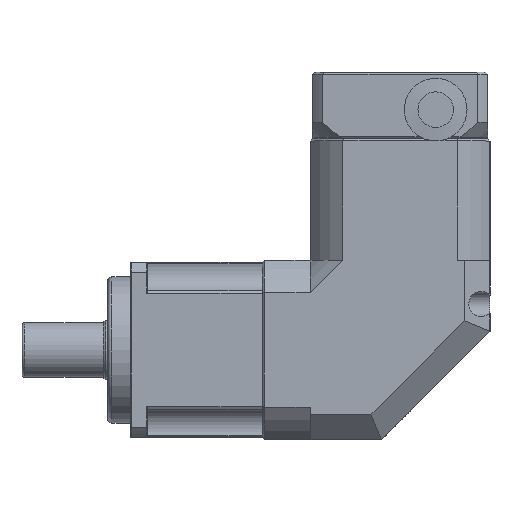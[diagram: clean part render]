
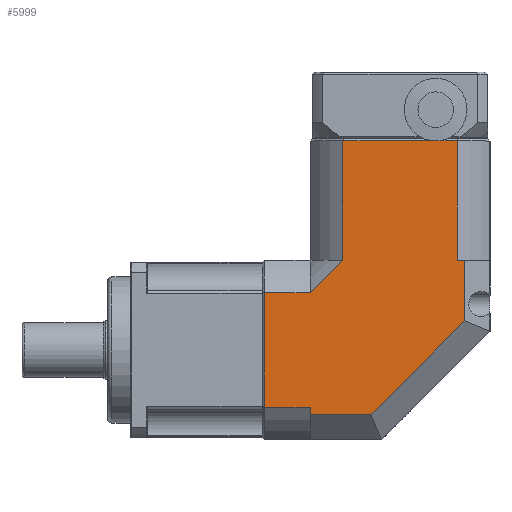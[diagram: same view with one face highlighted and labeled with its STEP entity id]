
A CAD part, top view. The second image highlights one B-rep face of the part: STEP entity #5999.
In plain terms, the highlighted planar face has unit normal (0, 0, 1).
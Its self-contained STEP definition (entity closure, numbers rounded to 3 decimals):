
#397=LINE('',#9607,#708);
#407=LINE('',#9672,#718);
#421=LINE('',#9745,#732);
#422=LINE('',#9749,#733);
#423=LINE('',#9751,#734);
#424=LINE('',#9753,#735);
#425=LINE('',#9755,#736);
#426=LINE('',#9757,#737);
#427=LINE('',#9759,#738);
#428=LINE('',#9761,#739);
#429=LINE('',#9763,#740);
#430=LINE('',#9765,#741);
#431=LINE('',#9766,#742);
#708=VECTOR('',#7658,5.211);
#718=VECTOR('',#7712,22.211);
#732=VECTOR('',#7760,28.5);
#733=VECTOR('',#7765,28.5);
#734=VECTOR('',#7766,11.015);
#735=VECTOR('',#7767,11.);
#736=VECTOR('',#7768,27.423);
#737=VECTOR('',#7769,11.);
#738=VECTOR('',#7770,1.789);
#739=VECTOR('',#7771,14.515);
#740=VECTOR('',#7772,31.799);
#741=VECTOR('',#7773,14.515);
#742=VECTOR('',#7774,1.789);
#988=PLANE('',#6569);
#1445=FACE_OUTER_BOUND('',#1920,.T.);
#1920=EDGE_LOOP('',(#4561,#4562,#4563,#4564,#4565,#4566,#4567,#4568,#4569,
#4570,#4571,#4572,#4573));
#2788=VERTEX_POINT('',#9571);
#2800=VERTEX_POINT('',#9606);
#2825=VERTEX_POINT('',#9667);
#2843=VERTEX_POINT('',#9744);
#2844=VERTEX_POINT('',#9748);
#2845=VERTEX_POINT('',#9750);
#2846=VERTEX_POINT('',#9752);
#2847=VERTEX_POINT('',#9754);
#2848=VERTEX_POINT('',#9756);
#2849=VERTEX_POINT('',#9758);
#2850=VERTEX_POINT('',#9760);
#2851=VERTEX_POINT('',#9762);
#2852=VERTEX_POINT('',#9764);
#3423=EDGE_CURVE('',#2788,#2800,#397,.T.);
#3451=EDGE_CURVE('',#2825,#2788,#407,.T.);
#3478=EDGE_CURVE('',#2843,#2800,#421,.T.);
#3480=EDGE_CURVE('',#2825,#2844,#422,.T.);
#3481=EDGE_CURVE('',#2844,#2845,#423,.T.);
#3482=EDGE_CURVE('',#2845,#2846,#424,.T.);
#3483=EDGE_CURVE('',#2847,#2846,#425,.T.);
#3484=EDGE_CURVE('',#2847,#2848,#426,.T.);
#3485=EDGE_CURVE('',#2848,#2849,#427,.T.);
#3486=EDGE_CURVE('',#2850,#2849,#428,.T.);
#3487=EDGE_CURVE('',#2851,#2850,#429,.T.);
#3488=EDGE_CURVE('',#2852,#2851,#430,.T.);
#3489=EDGE_CURVE('',#2852,#2843,#431,.T.);
#4561=ORIENTED_EDGE('',*,*,#3451,.F.);
#4562=ORIENTED_EDGE('',*,*,#3480,.T.);
#4563=ORIENTED_EDGE('',*,*,#3481,.T.);
#4564=ORIENTED_EDGE('',*,*,#3482,.T.);
#4565=ORIENTED_EDGE('',*,*,#3483,.F.);
#4566=ORIENTED_EDGE('',*,*,#3484,.T.);
#4567=ORIENTED_EDGE('',*,*,#3485,.T.);
#4568=ORIENTED_EDGE('',*,*,#3486,.F.);
#4569=ORIENTED_EDGE('',*,*,#3487,.F.);
#4570=ORIENTED_EDGE('',*,*,#3488,.F.);
#4571=ORIENTED_EDGE('',*,*,#3489,.T.);
#4572=ORIENTED_EDGE('',*,*,#3478,.T.);
#4573=ORIENTED_EDGE('',*,*,#3423,.F.);
#5999=ADVANCED_FACE('',(#1445),#988,.T.);
#6569=AXIS2_PLACEMENT_3D('',#9747,#7763,#7764);
#7658=DIRECTION('',(1.,0.,0.));
#7712=DIRECTION('',(1.,0.,0.));
#7760=DIRECTION('',(0.,1.,0.));
#7763=DIRECTION('center_axis',(0.,0.,
1.));
#7764=DIRECTION('ref_axis',(0.,-1.,0.));
#7765=DIRECTION('',(0.,-1.,0.));
#7766=DIRECTION('',(-0.707,-0.707,0.));
#7767=DIRECTION('',(-1.,0.,0.));
#7768=DIRECTION('',(0.,1.,0.));
#7769=DIRECTION('',(1.,0.,0.));
#7770=DIRECTION('',(0.,-1.,0.));
#7771=DIRECTION('',(-1.,0.,0.));
#7772=DIRECTION('',(-0.707,-0.707,0.));
#7773=DIRECTION('',(0.,-1.,0.));
#7774=DIRECTION('',(-1.,0.,0.));
#9571=CARTESIAN_POINT('',(64.965,52.724,30.374));
#9606=CARTESIAN_POINT('',(70.176,52.724,30.374));
#9607=CARTESIAN_POINT('',(39.965,52.724,30.374));
#9667=CARTESIAN_POINT('',(42.754,52.724,30.374));
#9672=CARTESIAN_POINT('',(39.965,52.724,30.374));
#9744=CARTESIAN_POINT('',(70.176,24.224,30.374));
#9745=CARTESIAN_POINT('',(70.176,53.224,30.374));
#9747=CARTESIAN_POINT('Origin',(23.465,24.224,30.374));
#9748=CARTESIAN_POINT('',(42.754,24.224,30.374));
#9749=CARTESIAN_POINT('',(42.754,53.224,30.374));
#9750=CARTESIAN_POINT('',(34.965,16.436,30.374));
#9751=CARTESIAN_POINT('',(42.754,24.224,30.374));
#9752=CARTESIAN_POINT('',(23.965,16.436,30.374));
#9753=CARTESIAN_POINT('',(23.465,16.436,30.374));
#9754=CARTESIAN_POINT('',(23.965,-10.987,30.374));
#9755=CARTESIAN_POINT('',(23.965,13.474,30.374));
#9756=CARTESIAN_POINT('',(34.965,-10.987,30.374));
#9757=CARTESIAN_POINT('',(23.465,-10.987,30.374));
#9758=CARTESIAN_POINT('',(34.965,-12.776,30.374));
#9759=CARTESIAN_POINT('',(34.965,13.474,30.374));
#9760=CARTESIAN_POINT('',(49.48,-12.776,30.374));
#9761=CARTESIAN_POINT('',(23.465,-12.776,30.374));
#9762=CARTESIAN_POINT('',(71.965,9.71,30.374));
#9763=CARTESIAN_POINT('',(57.847,-4.408,30.374));
#9764=CARTESIAN_POINT('',(71.965,24.224,30.374));
#9765=CARTESIAN_POINT('',(71.965,13.474,30.374));
#9766=CARTESIAN_POINT('',(39.965,24.224,30.374));
